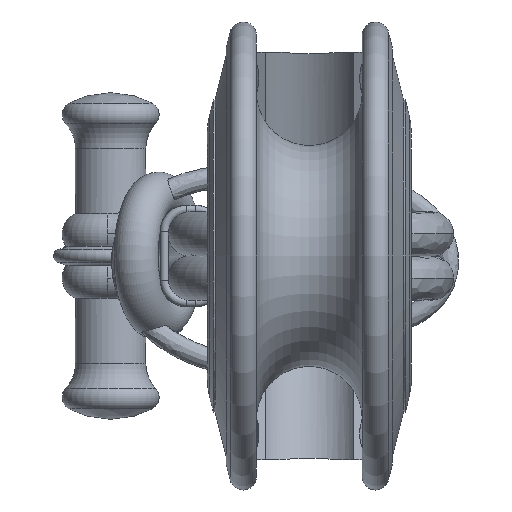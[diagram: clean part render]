
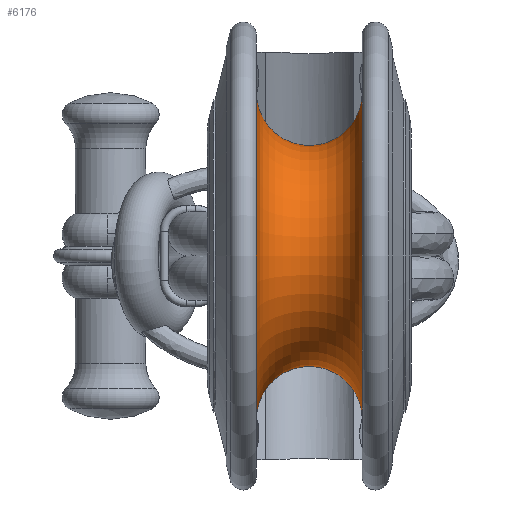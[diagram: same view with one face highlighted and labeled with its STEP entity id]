
A CAD part, front view. The second image highlights one B-rep face of the part: STEP entity #6176.
In plain terms, the highlighted toroidal (fillet/blend) face has major radius 18.5 mm and minor radius 6 mm.
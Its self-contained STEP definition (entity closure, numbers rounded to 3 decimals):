
#976=CIRCLE('',#7043,18.5);
#984=CIRCLE('',#7057,6.);
#985=CIRCLE('',#7058,18.5);
#1167=TOROIDAL_SURFACE('',#7056,18.5,6.);
#1514=FACE_OUTER_BOUND('',#1901,.T.);
#1901=EDGE_LOOP('',(#5794,#5795,#5796,#5797));
#2792=VERTEX_POINT('',#16970);
#2797=VERTEX_POINT('',#16991);
#3787=EDGE_CURVE('',#2792,#2792,#976,.T.);
#3797=EDGE_CURVE('',#2792,#2797,#984,.T.);
#3798=EDGE_CURVE('',#2797,#2797,#985,.T.);
#5794=ORIENTED_EDGE('',*,*,#3787,.T.);
#5795=ORIENTED_EDGE('',*,*,#3797,.T.);
#5796=ORIENTED_EDGE('',*,*,#3798,.F.);
#5797=ORIENTED_EDGE('',*,*,#3797,.F.);
#6176=ADVANCED_FACE('',(#1514),#1167,.F.);
#7043=AXIS2_PLACEMENT_3D('',#16971,#8878,#8879);
#7056=AXIS2_PLACEMENT_3D('',#16990,#8906,#8907);
#7057=AXIS2_PLACEMENT_3D('',#16992,#8908,#8909);
#7058=AXIS2_PLACEMENT_3D('',#16993,#8910,#8911);
#8878=DIRECTION('center_axis',(-1.,0.,0.));
#8879=DIRECTION('ref_axis',(0.,0.,-1.));
#8906=DIRECTION('center_axis',(-1.,0.,0.));
#8907=DIRECTION('ref_axis',(0.,0.,
1.));
#8908=DIRECTION('center_axis',(0.,-1.,0.));
#8909=DIRECTION('ref_axis',(0.,0.,-1.));
#8910=DIRECTION('center_axis',(-1.,0.,0.));
#8911=DIRECTION('ref_axis',(0.,0.,-1.));
#16970=CARTESIAN_POINT('',(6.,0.,-18.5));
#16971=CARTESIAN_POINT('Origin',(6.,0.,0.));
#16990=CARTESIAN_POINT('Origin',(0.,0.,0.));
#16991=CARTESIAN_POINT('',(-6.,0.,-18.5));
#16992=CARTESIAN_POINT('Origin',(0.,0.,
-18.5));
#16993=CARTESIAN_POINT('Origin',(-6.,0.,0.));
